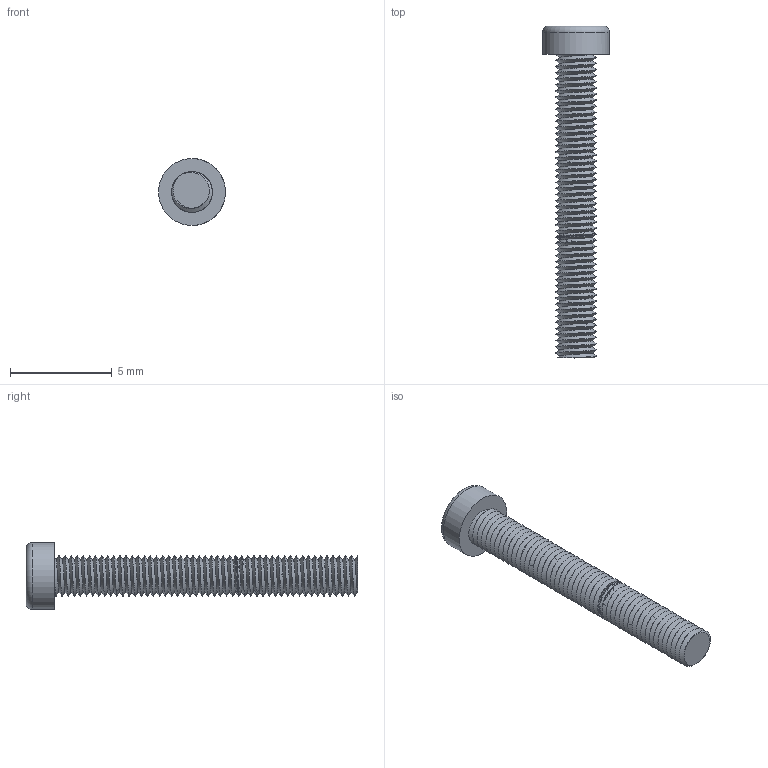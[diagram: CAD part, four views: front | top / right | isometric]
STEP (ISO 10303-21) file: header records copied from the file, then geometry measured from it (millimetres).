
FILE_DESCRIPTION(/* description */ (''),/* implementation_level */ '2;1');
FILE_NAME(/* name */ 'SPPM206-0150BO_MIR_MIR.ipt.step',/* time_stamp */ '2020-04-16T23:09:00-04:00',/* author */ ('Josef'),/* organization */ (''),/* preprocessor_version */ 'ST-DEVELOPER v17',/* originating_system */ 'Autodesk Inventor 2019',/* authorisation */ '');
FILE_SCHEMA (('AUTOMOTIVE_DESIGN { 1 0 10303 214 3 1 1 }'));
Length unit declared in the file: inch
Products named in the file (1): SPPM206-0150BO_MIR_MIR
Bounding box: 3.3 x 16.35 x 3.3 mm (x, y, z)
Volume: 47.8 mm3; surface area: 179.1 mm2
Topology: 1 solids, 1 shells, 97 faces, 633 edges, 540 vertices
Faces by surface type: cylinder 52, bspline 28, plane 16, torus 1
Full cylindrical faces by diameter (mm): 1.6 x49, 3.3 x1
Entity records: 18841 total; most frequent: CARTESIAN_POINT 14868, ORIENTED_EDGE 1266, EDGE_CURVE 633, VERTEX_POINT 540, B_SPLINE_CURVE_WITH_KNOTS 511, DIRECTION 272, LINE 112, VECTOR 112
